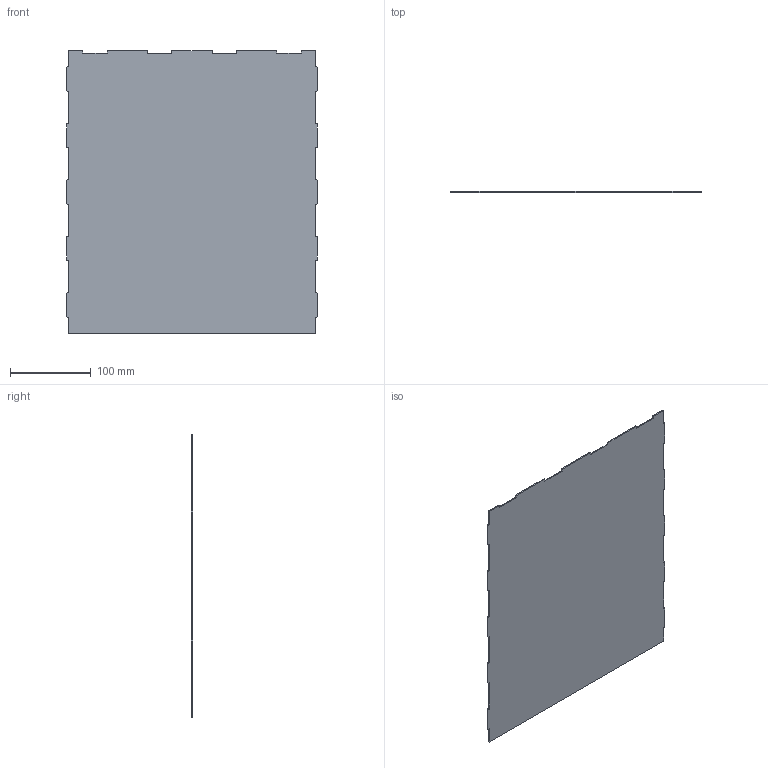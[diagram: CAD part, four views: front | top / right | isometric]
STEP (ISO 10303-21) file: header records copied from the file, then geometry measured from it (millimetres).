
FILE_DESCRIPTION (( 'STEP AP203' ), '1' );
FILE_NAME ('SHRPRO-V1 1200.02-A Front plate hopper.step', '2019-12-23T20:15:09', ( '' ), ( '' ), 'SwSTEP 2.0', 'SolidWorks 2018', '' );
FILE_SCHEMA (( 'CONFIG_CONTROL_DESIGN' ));
Length unit declared in the file: millimetre
Products named in the file (1): SHRPRO-V1 1200.02-A Front plate hopper
Bounding box: 310.5 x 1.5 x 350 mm (x, y, z)
Volume: 161257.2 mm3; surface area: 217065 mm2
Topology: 1 solids, 1 shells, 82 faces, 240 edges, 160 vertices
Faces by surface type: plane 82
Entity records: 2721 total; most frequent: CARTESIAN_POINT 503, ORIENTED_EDGE 480, DIRECTION 386, EDGE_CURVE 240, LINE 220, VECTOR 220, VERTEX_POINT 160, AXIS2_PLACEMENT_3D 83
